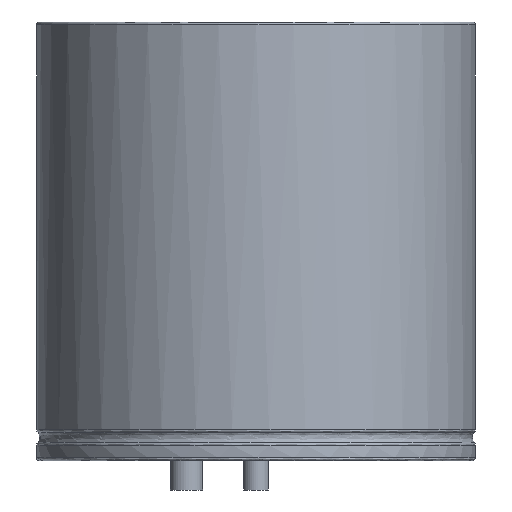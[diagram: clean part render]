
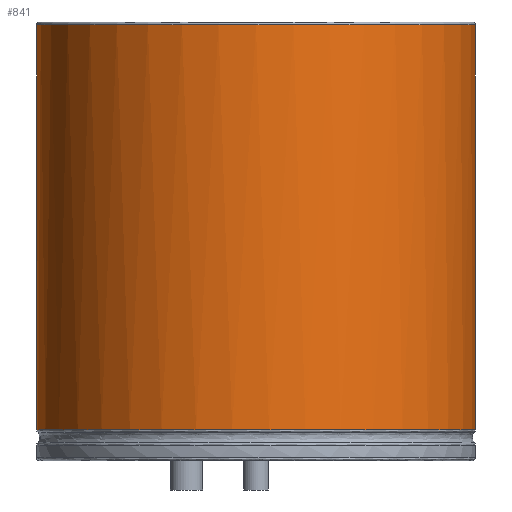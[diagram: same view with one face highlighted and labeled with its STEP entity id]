
A CAD part, left-side view. The second image highlights one B-rep face of the part: STEP entity #841.
In plain terms, the highlighted cylindrical face has radius 15 mm (diameter 30 mm), a partial arc.
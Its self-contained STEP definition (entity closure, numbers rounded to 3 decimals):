
#13=DIRECTION('',(0.,0.,1.));
#118=DIRECTION('',(0.,-0.,-1.));
#119=DIRECTION('',(0.924,-0.383,0.));
#266=VECTOR('',#13,1.);
#581=VERTEX_POINT('',#582);
#582=CARTESIAN_POINT('',(18.858,-5.74,2.135));
#592=ORIENTED_EDGE('',*,*,#593,.T.);
#593=EDGE_CURVE('',#581,#594,#596,.T.);
#594=VERTEX_POINT('',#595);
#595=CARTESIAN_POINT('',(18.858,5.74,2.135));
#596=B_SPLINE_CURVE_WITH_KNOTS('',13,(#597,#598,#599,#600,#601,#602,#603,#604,#605,#606,#607,#608,#609,#610,#611,#612,#613,#614,#615,#616,#617,#618,#619,#620,#621,#622,#623,#624,#625,#626,#627,#628,#629,#630,#631,#632,#633,#634),.UNSPECIFIED.,.F.,.F.,(14,12,12,14),(-3.514,0.,82.467,85.981),.UNSPECIFIED.);
#597=CARTESIAN_POINT('',(20.203,-2.494,2.135));
#598=CARTESIAN_POINT('',(20.099,-2.745,2.135));
#599=CARTESIAN_POINT('',(19.995,-2.997,2.135));
#600=CARTESIAN_POINT('',(19.891,-3.247,2.135));
#601=CARTESIAN_POINT('',(19.787,-3.498,2.135));
#602=CARTESIAN_POINT('',(19.683,-3.748,2.135));
#603=CARTESIAN_POINT('',(19.58,-3.998,2.135));
#604=CARTESIAN_POINT('',(19.476,-4.248,2.135));
#605=CARTESIAN_POINT('',(19.373,-4.497,2.135));
#606=CARTESIAN_POINT('',(19.27,-4.747,2.135));
#607=CARTESIAN_POINT('',(19.167,-4.995,2.135));
#608=CARTESIAN_POINT('',(19.064,-5.244,2.135));
#609=CARTESIAN_POINT('',(18.961,-5.492,2.135));
#610=CARTESIAN_POINT('',(16.447,-11.56,2.135));
#611=CARTESIAN_POINT('',(11.354,-16.367,2.135));
#612=CARTESIAN_POINT('',(4.044,-18.693,2.135));
#613=CARTESIAN_POINT('',(-4.079,-17.394,2.135));
#614=CARTESIAN_POINT('',(-10.934,-12.415,2.135));
#615=CARTESIAN_POINT('',(-15.295,-4.727,2.135));
#616=CARTESIAN_POINT('',(-15.295,4.727,2.135));
#617=CARTESIAN_POINT('',(-10.934,12.415,2.135));
#618=CARTESIAN_POINT('',(-4.079,17.394,2.135));
#619=CARTESIAN_POINT('',(4.044,18.693,2.135));
#620=CARTESIAN_POINT('',(11.354,16.367,2.135));
#621=CARTESIAN_POINT('',(16.447,11.56,2.135));
#622=CARTESIAN_POINT('',(18.961,5.492,2.135));
#623=CARTESIAN_POINT('',(19.064,5.244,2.135));
#624=CARTESIAN_POINT('',(19.167,4.995,2.135));
#625=CARTESIAN_POINT('',(19.27,4.747,2.135));
#626=CARTESIAN_POINT('',(19.373,4.497,2.135));
#627=CARTESIAN_POINT('',(19.476,4.248,2.135));
#628=CARTESIAN_POINT('',(19.58,3.998,2.135));
#629=CARTESIAN_POINT('',(19.683,3.748,2.135));
#630=CARTESIAN_POINT('',(19.787,3.498,2.135));
#631=CARTESIAN_POINT('',(19.891,3.247,2.135));
#632=CARTESIAN_POINT('',(19.995,2.997,2.135));
#633=CARTESIAN_POINT('',(20.099,2.745,2.135));
#634=CARTESIAN_POINT('',(20.203,2.494,2.135));
#841=ADVANCED_FACE('',(#842),#861,.T.);
#842=FACE_BOUND('',#843,.F.);
#843=EDGE_LOOP('',(#844,#592,#850,#856));
#844=ORIENTED_EDGE('',*,*,#845,.F.);
#845=EDGE_CURVE('',#581,#846,#848,.T.);
#846=VERTEX_POINT('',#847);
#847=CARTESIAN_POINT('',(18.858,-5.74,29.8));
#848=LINE('',#849,#266);
#849=CARTESIAN_POINT('',(18.858,-5.74,2.));
#850=ORIENTED_EDGE('',*,*,#851,.T.);
#851=EDGE_CURVE('',#594,#852,#854,.T.);
#852=VERTEX_POINT('',#853);
#853=CARTESIAN_POINT('',(18.858,5.74,29.8));
#854=LINE('',#855,#266);
#855=CARTESIAN_POINT('',(18.858,5.74,2.));
#856=ORIENTED_EDGE('',*,*,#857,.F.);
#857=EDGE_CURVE('',#846,#852,#858,.T.);
#858=CIRCLE('',#859,15.);
#859=AXIS2_PLACEMENT_3D('',#860,#118,#119);
#860=CARTESIAN_POINT('',(5.,0.,29.8));
#861=CYLINDRICAL_SURFACE('',#862,15.);
#862=AXIS2_PLACEMENT_3D('',#863,#13,#119);
#863=CARTESIAN_POINT('',(5.,0.,2.));
